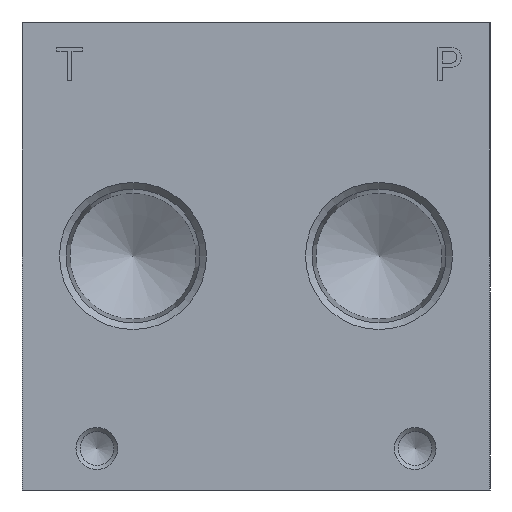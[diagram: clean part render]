
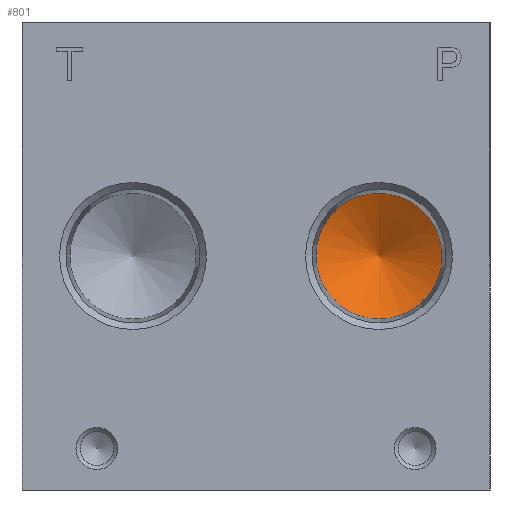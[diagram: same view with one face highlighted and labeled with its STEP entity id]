
A CAD part, left-side view. The second image highlights one B-rep face of the part: STEP entity #801.
In plain terms, the highlighted conical face has half-angle 60.93 degrees and reference radius 11.971 mm.
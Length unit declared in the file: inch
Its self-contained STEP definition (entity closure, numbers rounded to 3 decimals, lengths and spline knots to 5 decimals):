
#801 = ADVANCED_FACE( '', ( #1777, #1778 ), #1779, .F. );
#1777 = FACE_BOUND( '', #2880, .T. );
#1778 = FACE_OUTER_BOUND( '', #2881, .T. );
#1779 = CONICAL_SURFACE( '', #2882, 0.4713, 1.063 );
#2880 = VERTEX_LOOP( '', #5064 );
#2881 = EDGE_LOOP( '', ( #5065 ) );
#2882 = AXIS2_PLACEMENT_3D( '', #5066, #5067, #5068 );
#5064 = VERTEX_POINT( '', #6873 );
#5065 = ORIENTED_EDGE( '', *, *, #6684, .F. );
#5066 = CARTESIAN_POINT( '', ( 0.981, 0.83, 1.75 ) );
#5067 = DIRECTION( '', ( -1., 0., 0. ) );
#5068 = DIRECTION( '', ( 0., 0., 1. ) );
#6684 = EDGE_CURVE( '', #8181, #8181, #8182, .T. );
#6873 = CARTESIAN_POINT( '', ( 1.243, 0.83, 1.75 ) );
#8181 = VERTEX_POINT( '', #10224 );
#8182 = CIRCLE( '', #10225, 0.4713 );
#10224 = CARTESIAN_POINT( '', ( 0.981, 0.83, 1.2787 ) );
#10225 = AXIS2_PLACEMENT_3D( '', #11617, #11618, #11619 );
#11617 = CARTESIAN_POINT( '', ( 0.981, 0.83, 1.75 ) );
#11618 = DIRECTION( '', ( 1., 0., 0. ) );
#11619 = DIRECTION( '', ( 0., 0., -1. ) );
